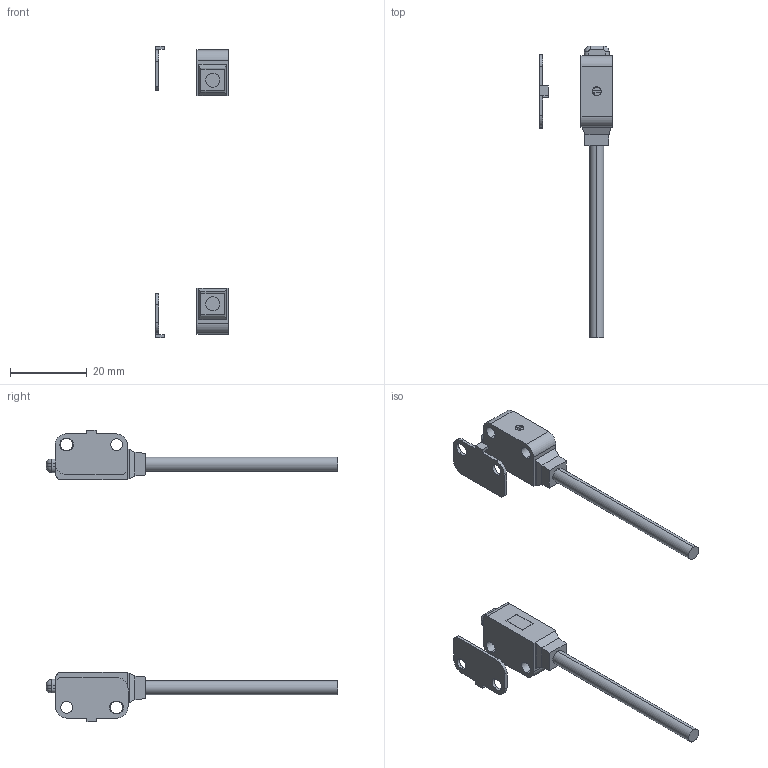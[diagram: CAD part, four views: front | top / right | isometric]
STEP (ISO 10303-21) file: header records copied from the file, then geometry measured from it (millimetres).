
FILE_DESCRIPTION (( 'STEP AP203' ), '1' );
FILE_NAME ('ex-l211.STEP', '2009-11-04T02:41:04', ( ' ' ), ( ' ' ), 'SwSTEP 2.0', 'SolidWorks 2007', '' );
FILE_SCHEMA (( 'CONFIG_CONTROL_DESIGN' ));
Length unit declared in the file: millimetre
Products named in the file (4): ex-l211e_蹬怮椔; ex-l211d_蹬怮椔; ex-l211; ms-exl2-2_蹬怮椔
Assembly tree (4 placements, depth 2):
  ex-l211
    ex-l211e_蹬怮椔
    ms-exl2-2_蹬怮椔  x2
    ex-l211d_蹬怮椔
Bounding box: 19 x 75.9 x 76 mm (x, y, z)
Volume: 5192.5 mm3; surface area: 4408.2 mm2
Topology: 4 solids, 4 shells, 158 faces, 393 edges, 248 vertices
Faces by surface type: plane 97, cylinder 53, sphere 4, torus 4
Entity records: 4408 total; most frequent: DIRECTION 712, CARTESIAN_POINT 680, ORIENTED_EDGE 658, EDGE_CURVE 329, AXIS2_PLACEMENT_3D 240, VECTOR 232, LINE 232, VERTEX_POINT 208
